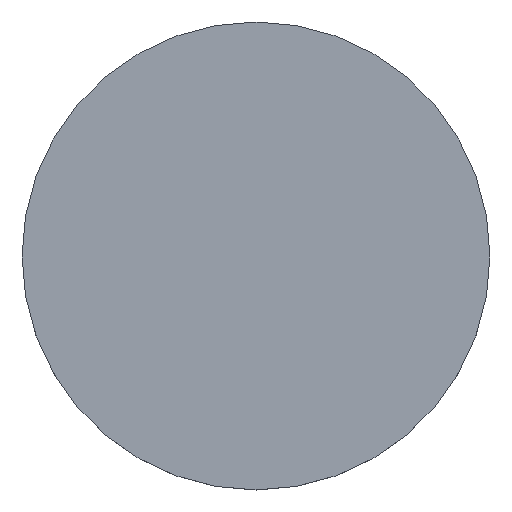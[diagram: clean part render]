
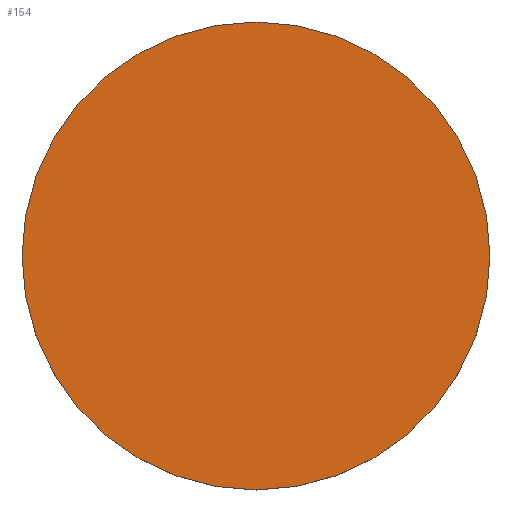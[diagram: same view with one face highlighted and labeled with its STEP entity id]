
A CAD part, top view. The second image highlights one B-rep face of the part: STEP entity #154.
In plain terms, the highlighted planar face has unit normal (0, 0, 1).
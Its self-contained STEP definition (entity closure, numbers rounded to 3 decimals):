
#11 = CARTESIAN_POINT ( 'NONE',  ( 0., 0., 8.5 ) ) ;
#12 = DIRECTION ( 'NONE',  ( 0., 0., -1. ) ) ;
#29 = DIRECTION ( 'NONE',  ( 0., 0., 1. ) ) ;
#30 = EDGE_CURVE ( 'NONE', #223, #171, #197, .T. ) ;
#38 = AXIS2_PLACEMENT_3D ( 'NONE', #11, #12, #144 ) ;
#45 = AXIS2_PLACEMENT_3D ( 'NONE', #173, #48, #123 ) ;
#48 = DIRECTION ( 'NONE',  ( 0., 0., -1. ) ) ;
#59 = FACE_OUTER_BOUND ( 'NONE', #130, .T. ) ;
#94 = ORIENTED_EDGE ( 'NONE', *, *, #30, .F. ) ;
#96 = ORIENTED_EDGE ( 'NONE', *, *, #115, .F. ) ;
#107 = DIRECTION ( 'NONE',  ( 1., 0., 0. ) ) ;
#115 = EDGE_CURVE ( 'NONE', #171, #223, #167, .T. ) ;
#123 = DIRECTION ( 'NONE',  ( 1., 0., 0. ) ) ;
#130 = EDGE_LOOP ( 'NONE', ( #94, #96 ) ) ;
#141 = CARTESIAN_POINT ( 'NONE',  ( 0., 26.112, 8.5 ) ) ;
#144 = DIRECTION ( 'NONE',  ( 1., 0., 0. ) ) ;
#154 = ADVANCED_FACE ( 'NONE', ( #59 ), #210, .T. ) ;
#161 = CARTESIAN_POINT ( 'NONE',  ( -12.7, 0., 8.5 ) ) ;
#167 = CIRCLE ( 'NONE', #38, 12.7 ) ;
#171 = VERTEX_POINT ( 'NONE', #161 ) ;
#173 = CARTESIAN_POINT ( 'NONE',  ( 0., 0., 8.5 ) ) ;
#195 = AXIS2_PLACEMENT_3D ( 'NONE', #141, #29, #107 ) ;
#197 = CIRCLE ( 'NONE', #45, 12.7 ) ;
#199 = CARTESIAN_POINT ( 'NONE',  ( 12.7, 0., 8.5 ) ) ;
#210 = PLANE ( 'NONE',  #195 ) ;
#223 = VERTEX_POINT ( 'NONE', #199 ) ;
